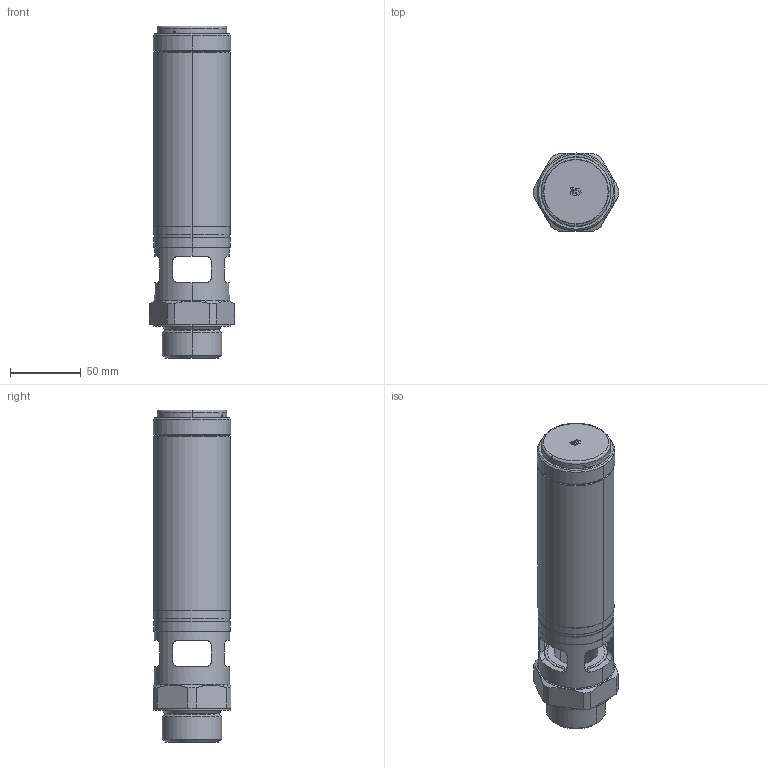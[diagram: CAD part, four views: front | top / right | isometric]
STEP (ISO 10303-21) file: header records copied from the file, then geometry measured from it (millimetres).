
FILE_DESCRIPTION(('HOOPS Exchange Step'),'2;1');
FILE_NAME('SV02_DN32.stp','2026-01-09T16:02:45+01:00',('nieru'),('Unknown organisation'),'HOOPS Exchange 2024.2','HOOPS Exchange','Unknown authorisation');
FILE_SCHEMA( ('AP203_CONFIGURATION_CONTROLLED_3D_DESIGN_OF_MECHANICAL_PARTS_AND_ASSEMBLIES_MIM_LF') );
Length unit declared in the file: millimetre
Products named in the file (2): 0; root
Assembly tree (1 placements, depth 2):
  root
    0
Bounding box: 60.47 x 55 x 235.3 mm (x, y, z)
Volume: 188785.8 mm3; surface area: 88916.4 mm2
Topology: 4 solids, 4 shells, 252 faces, 599 edges, 378 vertices
Faces by surface type: plane 84, cylinder 80, cone 46, torus 16, bspline 14, sphere 12
Entity records: 9752 total; most frequent: CARTESIAN_POINT 3833, DIRECTION 1205, ORIENTED_EDGE 1198, EDGE_CURVE 599, AXIS2_PLACEMENT_3D 477, VERTEX_POINT 378, EDGE_LOOP 289, FACE_BOUND 289
